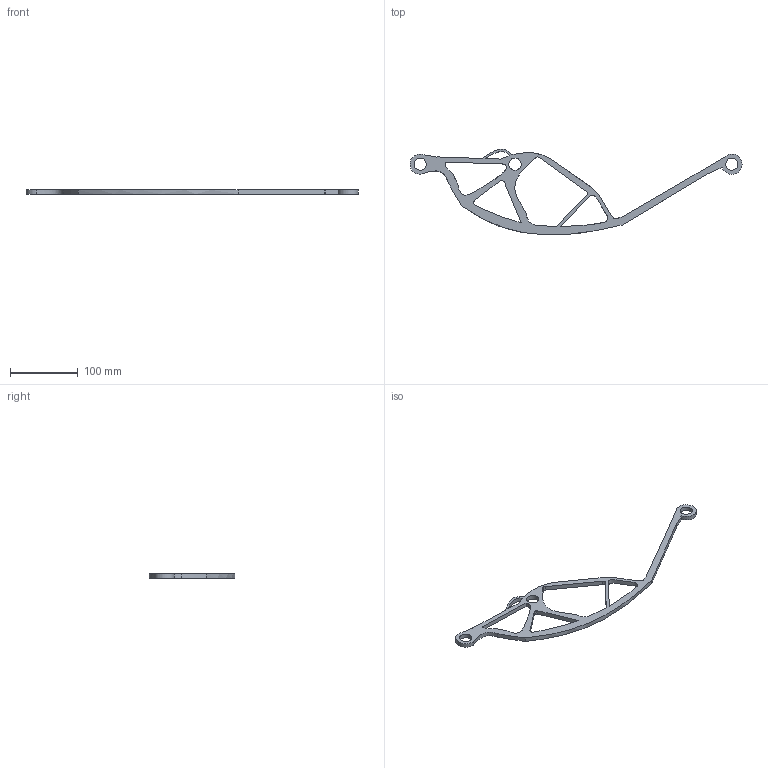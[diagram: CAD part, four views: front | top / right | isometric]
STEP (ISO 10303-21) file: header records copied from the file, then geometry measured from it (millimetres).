
FILE_DESCRIPTION(/* description */ (''),/* implementation_level */ '2;1');
FILE_NAME(/* name */ 'GenDes2Fixedv56.step',/* time_stamp */ '2024-02-16T19:27:25Z',/* author */ (''),/* organization */ (''),/* preprocessor_version */ 'ST-DEVELOPER v20',/* originating_system */ 'Autodesk Translation Framework v12.20.1.177',/* authorisation */ '');
FILE_SCHEMA (('AUTOMOTIVE_DESIGN { 1 0 10303 214 3 1 1 }'));
Length unit declared in the file: millimetre
Products named in the file (1): GenDes2Fixed
Bounding box: 489.94 x 126.38 x 6.3 mm (x, y, z)
Volume: 69829 mm3; surface area: 36882.7 mm2
Topology: 1 solids, 1 shells, 54 faces, 156 edges, 104 vertices
Faces by surface type: bspline 25, plane 18, cylinder 11
Full cylindrical faces by diameter (mm): 18 x3
Entity records: 3592 total; most frequent: CARTESIAN_POINT 2311, ORIENTED_EDGE 312, DIRECTION 179, EDGE_CURVE 156, VERTEX_POINT 104, LINE 75, VECTOR 75, EDGE_LOOP 70
